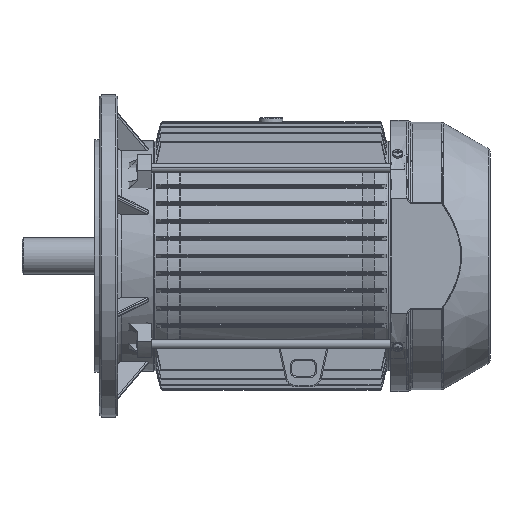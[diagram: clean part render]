
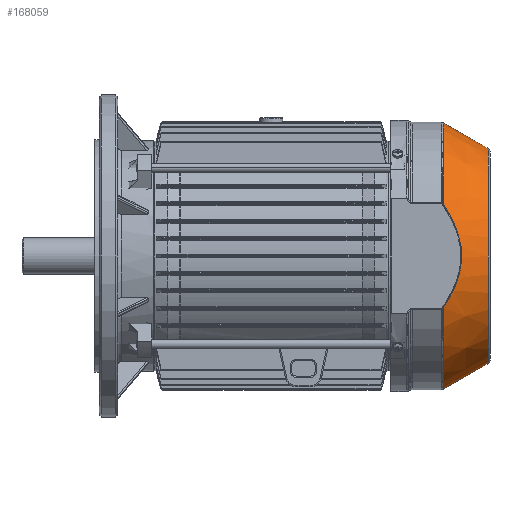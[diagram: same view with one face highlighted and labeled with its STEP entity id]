
A CAD part, front view. The second image highlights one B-rep face of the part: STEP entity #168059.
In plain terms, the highlighted conical face has half-angle 29.578 degrees and reference radius 82.5 mm.
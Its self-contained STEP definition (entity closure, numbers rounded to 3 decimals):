
#1694 = LINE ( 'NONE', #106746, #94861 ) ;
#1936 = CARTESIAN_POINT ( 'NONE',  ( 40.689, -94.9, -40.317 ) ) ;
#5666 = CARTESIAN_POINT ( 'NONE',  ( 42.746, -94.905, 37.32 ) ) ;
#7377 = CARTESIAN_POINT ( 'NONE',  ( 53.226, -94.93, 14.352 ) ) ;
#8225 = CARTESIAN_POINT ( 'NONE',  ( 52.491, -94.928, -16.863 ) ) ;
#9287 = DIRECTION ( 'NONE',  ( 0., 0., -1. ) ) ;
#9577 = DIRECTION ( 'NONE',  ( 0., 0., -1. ) ) ;
#17326 = CARTESIAN_POINT ( 'NONE',  ( 75.481, 0., -83.362 ) ) ;
#18552 = CARTESIAN_POINT ( 'NONE',  ( 54.631, -94.934, 7.286 ) ) ;
#19407 = CARTESIAN_POINT ( 'NONE',  ( 52.217, -94.927, -17.733 ) ) ;
#19821 = VERTEX_POINT ( 'NONE', #1936 ) ;
#20283 = CARTESIAN_POINT ( 'NONE',  ( 55.094, -94.935, -3.597 ) ) ;
#21925 = ORIENTED_EDGE ( 'NONE', *, *, #142559, .T. ) ;
#23786 = FACE_OUTER_BOUND ( 'NONE', #70535, .T. ) ;
#24178 = DIRECTION ( 'NONE',  ( -1., 0., 0. ) ) ;
#25548 = VERTEX_POINT ( 'NONE', #98537 ) ;
#27966 = ORIENTED_EDGE ( 'NONE', *, *, #69508, .T. ) ;
#31235 = EDGE_CURVE ( 'NONE', #25548, #37857, #1694, .T. ) ;
#33782 = LINE ( 'NONE', #117230, #99699 ) ;
#34050 = CARTESIAN_POINT ( 'NONE',  ( 48.123, -94.917, 27.91 ) ) ;
#36702 = CARTESIAN_POINT ( 'NONE',  ( 77., 0., 0. ) ) ;
#37857 = VERTEX_POINT ( 'NONE', #168647 ) ;
#45163 = EDGE_CURVE ( 'NONE', #137399, #25548, #147712, .T. ) ;
#46140 = CARTESIAN_POINT ( 'NONE',  ( 54.974, -94.935, 3.68 ) ) ;
#46700 = CARTESIAN_POINT ( 'NONE',  ( 40.689, 0., 0. ) ) ;
#46976 = CARTESIAN_POINT ( 'NONE',  ( 47.275, -94.915, -29.461 ) ) ;
#48346 = CARTESIAN_POINT ( 'NONE',  ( 75.481, 0., 0. ) ) ;
#48646 = CARTESIAN_POINT ( 'NONE',  ( 40.689, -94.9, 40.317 ) ) ;
#48969 = VERTEX_POINT ( 'NONE', #104865 ) ;
#57383 = CARTESIAN_POINT ( 'NONE',  ( 49.67, -94.921, 24.643 ) ) ;
#58238 = CARTESIAN_POINT ( 'NONE',  ( 51.297, -94.925, 20.395 ) ) ;
#59623 = ORIENTED_EDGE ( 'NONE', *, *, #120250, .F. ) ;
#59937 = CARTESIAN_POINT ( 'NONE',  ( 55.067, -94.935, 1.861 ) ) ;
#60786 = CARTESIAN_POINT ( 'NONE',  ( 51.326, -94.925, -20.318 ) ) ;
#61364 = DIRECTION ( 'NONE',  ( 0., 0., -1. ) ) ;
#69439 = CARTESIAN_POINT ( 'NONE',  ( 40.689, -94.9, 40.317 ) ) ;
#69508 = EDGE_CURVE ( 'NONE', #19821, #48969, #104119, .T. ) ;
#70535 = EDGE_LOOP ( 'NONE', ( #59623, #127233, #97672, #21925, #152459, #27966 ) ) ;
#71217 = AXIS2_PLACEMENT_3D ( 'NONE', #102270, #141017, #9287 ) ;
#71985 = CARTESIAN_POINT ( 'NONE',  ( 40.689, -94.9, -40.317 ) ) ;
#75069 = AXIS2_PLACEMENT_3D ( 'NONE', #46700, #152599, #61364 ) ;
#79011 = AXIS2_PLACEMENT_3D ( 'NONE', #48346, #24178, #9577 ) ;
#87607 = DIRECTION ( 'NONE',  ( 0., 0., 1. ) ) ;
#90558 = CONICAL_SURFACE ( 'NONE', #126318, 82.5, 0.516 ) ;
#94861 = VECTOR ( 'NONE', #153156, 1000. ) ;
#96980 = CARTESIAN_POINT ( 'NONE',  ( 54.904, -94.934, 4.585 ) ) ;
#97672 = ORIENTED_EDGE ( 'NONE', *, *, #31235, .T. ) ;
#97829 = CARTESIAN_POINT ( 'NONE',  ( 42.749, -94.905, -37.315 ) ) ;
#98537 = CARTESIAN_POINT ( 'NONE',  ( 75.481, 0., 83.362 ) ) ;
#99699 = VECTOR ( 'NONE', #113859, 1000. ) ;
#100360 = CARTESIAN_POINT ( 'NONE',  ( 53.659, -94.931, 12.602 ) ) ;
#102270 = CARTESIAN_POINT ( 'NONE',  ( 40.689, 0., 0. ) ) ;
#104119 = CIRCLE ( 'NONE', #71217, 103.109 ) ;
#104865 = CARTESIAN_POINT ( 'NONE',  ( 40.689, 0., -103.109 ) ) ;
#106746 = CARTESIAN_POINT ( 'NONE',  ( 77., 0., 82.5 ) ) ;
#109485 = EDGE_CURVE ( 'NONE', #143771, #19821, #115429, .T. ) ;
#110734 = CARTESIAN_POINT ( 'NONE',  ( 55.09, -94.935, 0.946 ) ) ;
#112429 = CARTESIAN_POINT ( 'NONE',  ( 44.661, -94.909, 34.249 ) ) ;
#113274 = CARTESIAN_POINT ( 'NONE',  ( 48.097, -94.917, -27.844 ) ) ;
#113859 = DIRECTION ( 'NONE',  ( -0.87, 0., -0.494 ) ) ;
#115429 = B_SPLINE_CURVE_WITH_KNOTS ( 'NONE', 3,
 ( #69439, #5666, #112429, #34050, #57383, #58238, #139114, #126205, #136561, #7377, #100360, #124511, #18552, #96980, #46140, #59937, #110734, #20283, #163264, #149483, #152025, #8225, #19407, #164952, #60786, #135708, #165806, #113274, #46976, #138253, #97829, #71985 ),
 .UNSPECIFIED., .F., .F.,
 ( 4, 2, 2, 2, 2, 2, 2, 2, 2, 2, 2, 2, 2, 2, 2, 4 ),
 ( 0., 0.011, 0.022, 0.024, 0.027, 0.033, 0.038, 0.041, 0.043, 0.054, 0.06, 0.062, 0.065, 0.07, 0.076, 0.087 ),
 .UNSPECIFIED. ) ;
#117230 = CARTESIAN_POINT ( 'NONE',  ( 77., 0., -82.5 ) ) ;
#120250 = EDGE_CURVE ( 'NONE', #137399, #48969, #33782, .T. ) ;
#124511 = CARTESIAN_POINT ( 'NONE',  ( 54.361, -94.933, 9.069 ) ) ;
#126205 = CARTESIAN_POINT ( 'NONE',  ( 52.19, -94.927, 17.818 ) ) ;
#126318 = AXIS2_PLACEMENT_3D ( 'NONE', #36702, #165068, #87607 ) ;
#127233 = ORIENTED_EDGE ( 'NONE', *, *, #45163, .T. ) ;
#135708 = CARTESIAN_POINT ( 'NONE',  ( 50.351, -94.923, -22.871 ) ) ;
#136561 = CARTESIAN_POINT ( 'NONE',  ( 52.463, -94.928, 16.954 ) ) ;
#137399 = VERTEX_POINT ( 'NONE', #17326 ) ;
#138253 = CARTESIAN_POINT ( 'NONE',  ( 44.67, -94.909, -34.235 ) ) ;
#138357 = CIRCLE ( 'NONE', #75069, 103.109 ) ;
#139114 = CARTESIAN_POINT ( 'NONE',  ( 51.607, -94.926, 19.537 ) ) ;
#141017 = DIRECTION ( 'NONE',  ( 1., 0., 0. ) ) ;
#142559 = EDGE_CURVE ( 'NONE', #37857, #143771, #138357, .T. ) ;
#143771 = VERTEX_POINT ( 'NONE', #48646 ) ;
#147712 = CIRCLE ( 'NONE', #79011, 83.362 ) ;
#149483 = CARTESIAN_POINT ( 'NONE',  ( 53.685, -94.931, -12.486 ) ) ;
#152025 = CARTESIAN_POINT ( 'NONE',  ( 53.254, -94.93, -14.243 ) ) ;
#152459 = ORIENTED_EDGE ( 'NONE', *, *, #109485, .T. ) ;
#152599 = DIRECTION ( 'NONE',  ( 1., 0., 0. ) ) ;
#153156 = DIRECTION ( 'NONE',  ( -0.87, 0., 0.494 ) ) ;
#163264 = CARTESIAN_POINT ( 'NONE',  ( 54.729, -94.934, -7.18 ) ) ;
#164952 = CARTESIAN_POINT ( 'NONE',  ( 51.635, -94.926, -19.461 ) ) ;
#165068 = DIRECTION ( 'NONE',  ( -1., 0., 0. ) ) ;
#165806 = CARTESIAN_POINT ( 'NONE',  ( 49.635, -94.921, -24.55 ) ) ;
#168059 = ADVANCED_FACE ( 'NONE', ( #23786 ), #90558, .T. ) ;
#168647 = CARTESIAN_POINT ( 'NONE',  ( 40.689, 0., 103.109 ) ) ;
